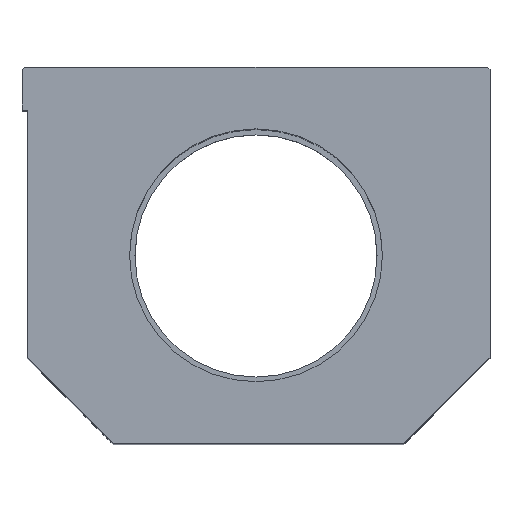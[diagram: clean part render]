
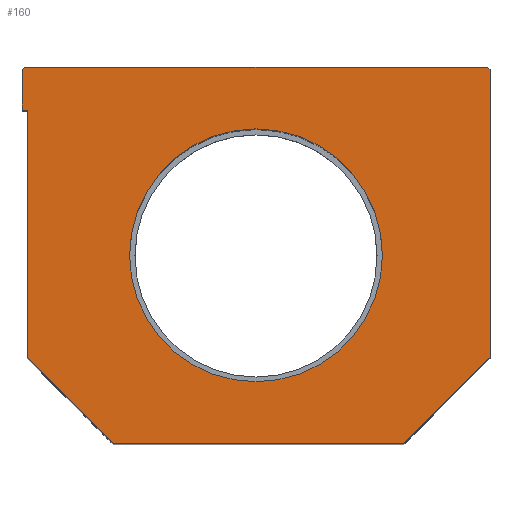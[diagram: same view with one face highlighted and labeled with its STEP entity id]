
A CAD part, top view. The second image highlights one B-rep face of the part: STEP entity #160.
In plain terms, the highlighted planar face has unit normal (0, 0, 1).
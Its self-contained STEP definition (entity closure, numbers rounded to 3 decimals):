
#160 = ADVANCED_FACE( '', ( #354, #355 ), #356, .T. );
#354 = FACE_BOUND( '', #551, .T. );
#355 = FACE_OUTER_BOUND( '', #552, .T. );
#356 = PLANE( '', #553 );
#551 = EDGE_LOOP( '', ( #1208, #1209 ) );
#552 = EDGE_LOOP( '', ( #1210, #1211, #1212, #1213, #1214, #1215, #1216, #1217, #1218, #1219 ) );
#553 = AXIS2_PLACEMENT_3D( '', #1220, #1221, #1222 );
#1208 = ORIENTED_EDGE( '', *, *, #1429, .T. );
#1209 = ORIENTED_EDGE( '', *, *, #1239, .T. );
#1210 = ORIENTED_EDGE( '', *, *, #1430, .F. );
#1211 = ORIENTED_EDGE( '', *, *, #1446, .F. );
#1212 = ORIENTED_EDGE( '', *, *, #1443, .F. );
#1213 = ORIENTED_EDGE( '', *, *, #1409, .F. );
#1214 = ORIENTED_EDGE( '', *, *, #1414, .F. );
#1215 = ORIENTED_EDGE( '', *, *, #1439, .F. );
#1216 = ORIENTED_EDGE( '', *, *, #1402, .F. );
#1217 = ORIENTED_EDGE( '', *, *, #1406, .F. );
#1218 = ORIENTED_EDGE( '', *, *, #1437, .F. );
#1219 = ORIENTED_EDGE( '', *, *, #1434, .F. );
#1220 = CARTESIAN_POINT( '', ( 0., 0., 152. ) );
#1221 = DIRECTION( '', ( 0., 0., 1. ) );
#1222 = DIRECTION( '', ( 1., 0., 0. ) );
#1239 = EDGE_CURVE( '', #1451, #1448, #1452, .T. );
#1402 = EDGE_CURVE( '', #1729, #1731, #1732, .T. );
#1406 = EDGE_CURVE( '', #1736, #1729, #1738, .T. );
#1409 = EDGE_CURVE( '', #1740, #1742, #1743, .T. );
#1414 = EDGE_CURVE( '', #1749, #1740, #1751, .T. );
#1429 = EDGE_CURVE( '', #1448, #1451, #1766, .T. );
#1430 = EDGE_CURVE( '', #1767, #1768, #1769, .T. );
#1434 = EDGE_CURVE( '', #1768, #1775, #1776, .T. );
#1437 = EDGE_CURVE( '', #1775, #1736, #1780, .T. );
#1439 = EDGE_CURVE( '', #1731, #1749, #1782, .T. );
#1443 = EDGE_CURVE( '', #1742, #1787, #1788, .T. );
#1446 = EDGE_CURVE( '', #1787, #1767, #1792, .T. );
#1448 = VERTEX_POINT( '', #1794 );
#1451 = VERTEX_POINT( '', #1798 );
#1452 = CIRCLE( '', #1799, 23.5 );
#1729 = VERTEX_POINT( '', #2218 );
#1731 = VERTEX_POINT( '', #2221 );
#1732 = LINE( '', #2222, #2223 );
#1736 = VERTEX_POINT( '', #2229 );
#1738 = LINE( '', #2232, #2233 );
#1740 = VERTEX_POINT( '', #2236 );
#1742 = VERTEX_POINT( '', #2239 );
#1743 = LINE( '', #2240, #2241 );
#1749 = VERTEX_POINT( '', #2250 );
#1751 = LINE( '', #2253, #2254 );
#1766 = CIRCLE( '', #2270, 23.5 );
#1767 = VERTEX_POINT( '', #2271 );
#1768 = VERTEX_POINT( '', #2272 );
#1769 = LINE( '', #2273, #2274 );
#1775 = VERTEX_POINT( '', #2283 );
#1776 = LINE( '', #2284, #2285 );
#1780 = LINE( '', #2291, #2292 );
#1782 = LINE( '', #2295, #2296 );
#1787 = VERTEX_POINT( '', #2304 );
#1788 = LINE( '', #2305, #2306 );
#1792 = LINE( '', #2312, #2313 );
#1794 = CARTESIAN_POINT( '', ( 0., 58.5, 152. ) );
#1798 = CARTESIAN_POINT( '', ( 0., 11.5, 152. ) );
#1799 = AXIS2_PLACEMENT_3D( '', #2317, #2318, #2319 );
#2218 = CARTESIAN_POINT( '', ( 43.5, 16., 152. ) );
#2221 = CARTESIAN_POINT( '', ( 27.5, 0., 152. ) );
#2222 = CARTESIAN_POINT( '', ( 27.5, 0., 152. ) );
#2223 = VECTOR( '', #2630, 1. );
#2229 = CARTESIAN_POINT( '', ( 43.5, 69.5, 152. ) );
#2232 = CARTESIAN_POINT( '', ( 43.5, 16., 152. ) );
#2233 = VECTOR( '', #2634, 1. );
#2236 = CARTESIAN_POINT( '', ( -42.5, 16., 152. ) );
#2239 = CARTESIAN_POINT( '', ( -42.5, 62., 152. ) );
#2240 = CARTESIAN_POINT( '', ( -42.5, 62., 152. ) );
#2241 = VECTOR( '', #2637, 1. );
#2250 = CARTESIAN_POINT( '', ( -26.5, 0., 152. ) );
#2253 = CARTESIAN_POINT( '', ( -42.5, 16., 152. ) );
#2254 = VECTOR( '', #2642, 1. );
#2270 = AXIS2_PLACEMENT_3D( '', #2683, #2684, #2685 );
#2271 = CARTESIAN_POINT( '', ( -43.5, 69.5, 152. ) );
#2272 = CARTESIAN_POINT( '', ( -43., 70., 152. ) );
#2273 = CARTESIAN_POINT( '', ( -43., 70., 152. ) );
#2274 = VECTOR( '', #2686, 1. );
#2283 = CARTESIAN_POINT( '', ( 43., 70., 152. ) );
#2284 = CARTESIAN_POINT( '', ( 43., 70., 152. ) );
#2285 = VECTOR( '', #2690, 1. );
#2291 = CARTESIAN_POINT( '', ( 43.5, 69.5, 152. ) );
#2292 = VECTOR( '', #2693, 1. );
#2295 = CARTESIAN_POINT( '', ( -26.5, 0., 152. ) );
#2296 = VECTOR( '', #2695, 1. );
#2304 = CARTESIAN_POINT( '', ( -43.5, 62., 152. ) );
#2305 = CARTESIAN_POINT( '', ( -43.5, 62., 152. ) );
#2306 = VECTOR( '', #2699, 1. );
#2312 = CARTESIAN_POINT( '', ( -43.5, 69.5, 152. ) );
#2313 = VECTOR( '', #2702, 1. );
#2317 = CARTESIAN_POINT( '', ( 0., 35., 152. ) );
#2318 = DIRECTION( '', ( 0., 0., -1. ) );
#2319 = DIRECTION( '', ( 0., 1., 0. ) );
#2630 = DIRECTION( '', ( -0.707, -0.707, 0. ) );
#2634 = DIRECTION( '', ( 0., -1., 0. ) );
#2637 = DIRECTION( '', ( 0., 1., 0. ) );
#2642 = DIRECTION( '', ( -0.707, 0.707, 0. ) );
#2683 = CARTESIAN_POINT( '', ( 0., 35., 152. ) );
#2684 = DIRECTION( '', ( 0., 0., -1. ) );
#2685 = DIRECTION( '', ( 0., 1., 0. ) );
#2686 = DIRECTION( '', ( 0.707, 0.707, 0. ) );
#2690 = DIRECTION( '', ( 1., 0., 0. ) );
#2693 = DIRECTION( '', ( 0.707, -0.707, 0. ) );
#2695 = DIRECTION( '', ( -1., 0., 0. ) );
#2699 = DIRECTION( '', ( -1., 0., 0. ) );
#2702 = DIRECTION( '', ( 0., 1., 0. ) );
